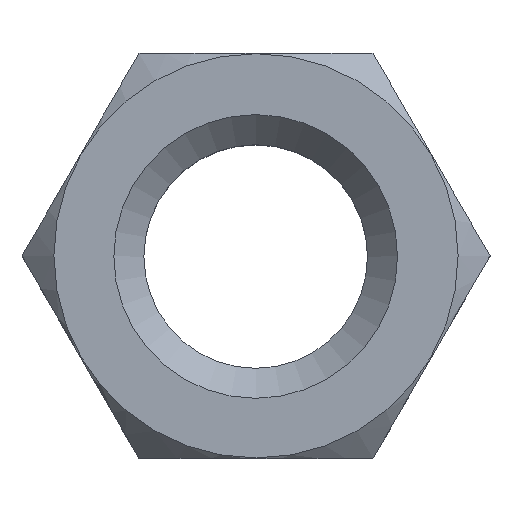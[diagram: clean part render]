
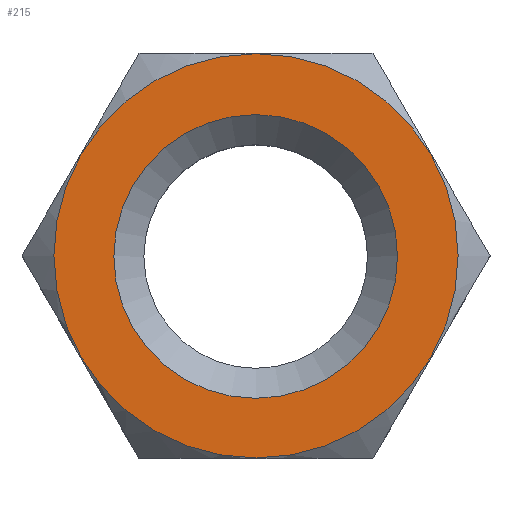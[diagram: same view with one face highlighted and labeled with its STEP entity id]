
A CAD part, top view. The second image highlights one B-rep face of the part: STEP entity #215.
In plain terms, the highlighted planar face has unit normal (0, 0, 1).
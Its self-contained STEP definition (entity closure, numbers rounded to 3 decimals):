
#28=FACE_BOUND('',#65,.T.);
#36=PLANE('',#248);
#50=FACE_OUTER_BOUND('',#64,.T.);
#64=EDGE_LOOP('',(#197));
#65=EDGE_LOOP('',(#198));
#92=CIRCLE('',#242,7.);
#93=CIRCLE('',#244,9.975);
#108=VERTEX_POINT('',#361);
#111=VERTEX_POINT('',#376);
#132=EDGE_CURVE('',#108,#108,#92,.T.);
#138=EDGE_CURVE('',#111,#111,#93,.T.);
#197=ORIENTED_EDGE('',*,*,#138,.T.);
#198=ORIENTED_EDGE('',*,*,#132,.T.);
#215=ADVANCED_FACE('',(#50,#28),#36,.T.);
#242=AXIS2_PLACEMENT_3D('',#362,#282,#283);
#244=AXIS2_PLACEMENT_3D('',#378,#288,#289);
#248=AXIS2_PLACEMENT_3D('',#384,#298,#299);
#282=DIRECTION('center_axis',(0.,0.,-1.));
#283=DIRECTION('ref_axis',(1.,0.,0.));
#288=DIRECTION('center_axis',(0.,0.,1.));
#289=DIRECTION('ref_axis',(1.,0.,0.));
#298=DIRECTION('center_axis',(0.,0.,1.));
#299=DIRECTION('ref_axis',(1.,0.,0.));
#361=CARTESIAN_POINT('',(-7.016,-0.032,10.));
#362=CARTESIAN_POINT('Origin',(-0.016,-0.032,
10.));
#376=CARTESIAN_POINT('',(-9.975,0.,10.));
#378=CARTESIAN_POINT('Origin',(0.,0.,10.));
#384=CARTESIAN_POINT('Origin',(0.,0.,10.));
